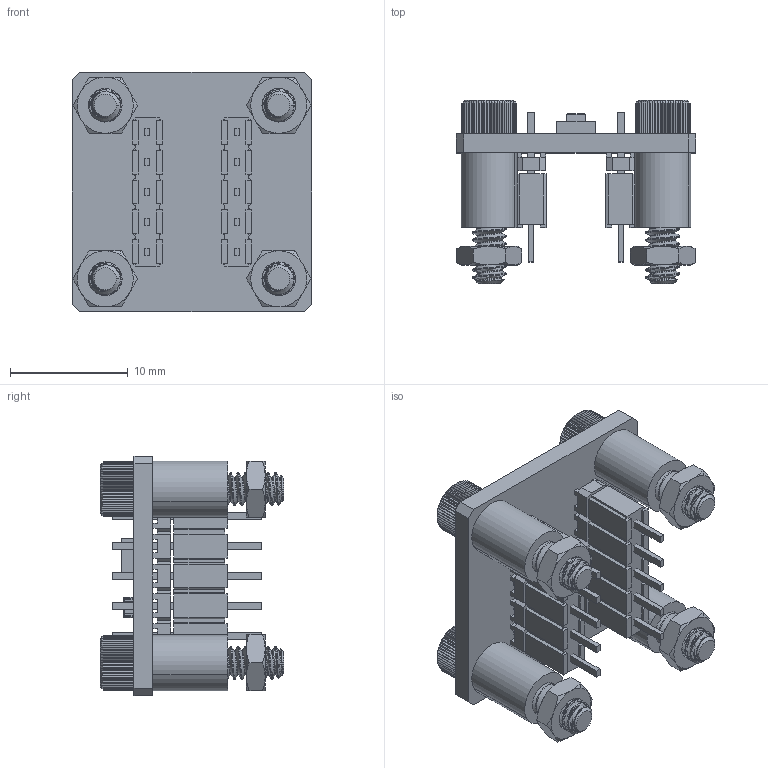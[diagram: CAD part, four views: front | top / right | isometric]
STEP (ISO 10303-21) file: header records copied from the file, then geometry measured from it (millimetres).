
FILE_DESCRIPTION (( 'STEP AP214' ), '1' );
FILE_NAME ('ADXL372_breakout.STEP', '2020-10-10T20:40:05', ( '' ), ( '' ), 'SwSTEP 2.0', 'SolidWorks 2019', '' );
FILE_SCHEMA (( 'AUTOMOTIVE_DESIGN' ));
Length unit declared in the file: inch
Products named in the file (19): board; TLW_105_06_G_S_0_3__3; c0603c109c1gactu_05; TLW_105_06_G_S_0_3_; c0603c109c1gactu; TLW_105_06_G_S_0_3__5; c0603c109c1gactu_01; User Library-AVX_ACASE; SLW_105_01_G_S; 92510A692_ALUM UNTHRD SPACER_92510A692; 90730A005_TYPE 18-8 STAINLESS STEEL NARROW HEX NUT_90730A005; SLW_105_01_G_S_5; 92196A110_18-8 STAINLESS STEEL SOCKET HEAD SCREW_92196A110; ADXL372_breakout; SLW_105_01_G_S_3; c0603c109c1gactu_06
Assembly tree (34 placements, depth 3):
  ADXL372_breakout
    board
    User Library-AVX_ACASE
    c0603c109c1gactu
      c0603c109c1gactu_01
      c0603c109c1gactu_05
      c0603c109c1gactu_06
    c0603c109c1gactu
      c0603c109c1gactu_01
      c0603c109c1gactu_05
      c0603c109c1gactu_06
    TLW_105_06_G_S_0_3_
      TLW_105_06_G_S_0_3__3
      TLW_105_06_G_S_0_3__5
    TLW_105_06_G_S_0_3_
      TLW_105_06_G_S_0_3__3
      TLW_105_06_G_S_0_3__5
    SLW_105_01_G_S
      SLW_105_01_G_S_3
      SLW_105_01_G_S_5
    SLW_105_01_G_S
      SLW_105_01_G_S_3
      SLW_105_01_G_S_5
    92510A692_ALUM UNTHRD SPACER_92510A692  x4
    92196A110_18-8 STAINLESS STEEL SOCKET HEAD SCREW_92196A110  x4
    90730A005_TYPE 18-8 STAINLESS STEEL NARROW HEX NUT_90730A005  x4
Bounding box: 20.32 x 15.54 x 20.32 mm (x, y, z)
Volume: 1850.1 mm3; surface area: 4615.1 mm2
Topology: 30 solids, 30 shells, 2475 faces, 6091 edges, 3710 vertices
Faces by surface type: plane 1441, cylinder 582, cone 364, sphere 52, bspline 20, torus 16
Entity records: 35473 total; most frequent: CARTESIAN_POINT 8982, ORIENTED_EDGE 4946, DIRECTION 4512, EDGE_CURVE 2473, VECTOR 1552, LINE 1552, VERTEX_POINT 1533, AXIS2_PLACEMENT_3D 1480
